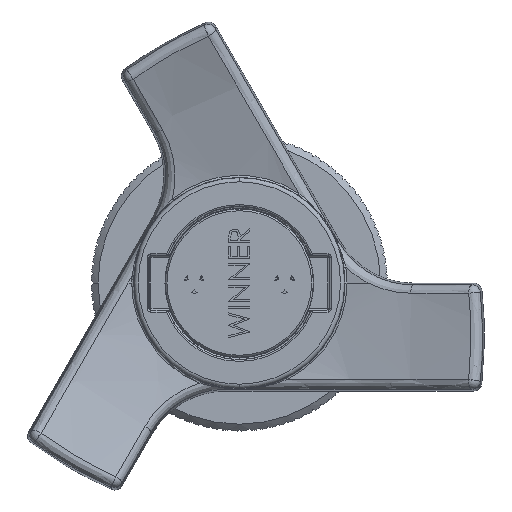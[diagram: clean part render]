
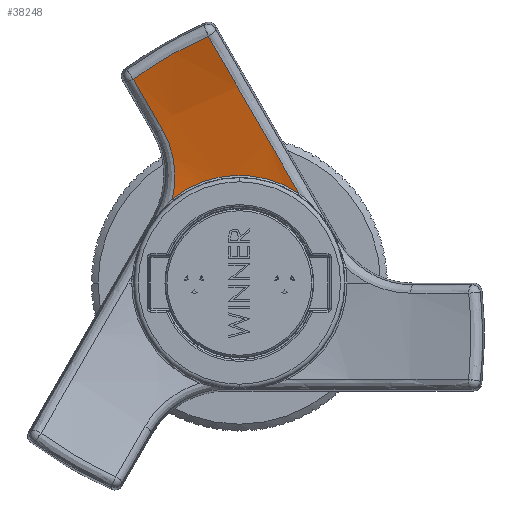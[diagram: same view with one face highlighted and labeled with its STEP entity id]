
A CAD part, left-side view. The second image highlights one B-rep face of the part: STEP entity #38248.
In plain terms, the highlighted spherical face has radius 70 mm.
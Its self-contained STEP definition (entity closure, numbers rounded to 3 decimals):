
#5070 = B_SPLINE_CURVE_WITH_KNOTS ( 'NONE', 3,
 ( #25290, #25422, #25440, #25443, #25445, #25448, #25450, #25454 ),
 .UNSPECIFIED., .F., .F.,
 ( 4, 2, 2, 4 ),
 ( 0.007, 0.013, 0.018, 0.029 ),
 .UNSPECIFIED. ) ;
#5081 = B_SPLINE_CURVE_WITH_KNOTS ( 'NONE', 3,
 ( #25768, #25771, #25804, #25806 ),
 .UNSPECIFIED., .F., .F.,
 ( 4, 4 ),
 ( 0., 0.01 ),
 .UNSPECIFIED. ) ;
#7109 = DIRECTION ( 'NONE',  ( 0., 0., -1. ) ) ;
#7115 = CARTESIAN_POINT ( 'NONE',  ( -108.966, 0., 0. ) ) ;
#7124 = DIRECTION ( 'NONE',  ( 0., -1., 0. ) ) ;
#7776 = FACE_OUTER_BOUND ( 'NONE', #20510, .T. ) ;
#7784 = SPHERICAL_SURFACE ( 'NONE', #30854, 70. ) ;
#10661 = B_SPLINE_CURVE_WITH_KNOTS ( 'NONE', 3,
 ( #51216, #51209, #51204, #51203 ),
 .UNSPECIFIED., .F., .F.,
 ( 4, 4 ),
 ( 0., 0.007 ),
 .UNSPECIFIED. ) ;
#20510 = EDGE_LOOP ( 'NONE', ( #53231, #53223, #53228, #53653, #53213 ) ) ;
#25290 = CARTESIAN_POINT ( 'NONE',  ( -40.134, -7.053, 10.597 ) ) ;
#25422 = CARTESIAN_POINT ( 'NONE',  ( -40.285, -6.131, 12.195 ) ) ;
#25440 = CARTESIAN_POINT ( 'NONE',  ( -40.511, -5.21, 13.791 ) ) ;
#25443 = CARTESIAN_POINT ( 'NONE',  ( -41.109, -3.385, 16.953 ) ) ;
#25445 = CARTESIAN_POINT ( 'NONE',  ( -41.482, -2.478, 18.524 ) ) ;
#25448 = CARTESIAN_POINT ( 'NONE',  ( -42.818, 0.22, 23.198 ) ) ;
#25450 = CARTESIAN_POINT ( 'NONE',  ( -43.992, 1.971, 26.233 ) ) ;
#25454 = CARTESIAN_POINT ( 'NONE',  ( -45.447, 3.676, 29.186 ) ) ;
#25768 = CARTESIAN_POINT ( 'NONE',  ( -45.447, 3.676, 29.186 ) ) ;
#25771 = CARTESIAN_POINT ( 'NONE',  ( -44.996, 6.783, 27.812 ) ) ;
#25778 = VERTEX_POINT ( 'NONE', #45976 ) ;
#25804 = CARTESIAN_POINT ( 'NONE',  ( -44.66, 9.754, 26.103 ) ) ;
#25806 = CARTESIAN_POINT ( 'NONE',  ( -44.445, 12.52, 24.09 ) ) ;
#25829 = CARTESIAN_POINT ( 'NONE',  ( -40.134, 0., 0. ) ) ;
#25832 = DIRECTION ( 'NONE',  ( 1., 0., 0. ) ) ;
#25835 = DIRECTION ( 'NONE',  ( 0., 0., -1. ) ) ;
#26059 = VERTEX_POINT ( 'NONE', #45668 ) ;
#26066 = VERTEX_POINT ( 'NONE', #45660 ) ;
#26070 = VERTEX_POINT ( 'NONE', #45656 ) ;
#26081 = VERTEX_POINT ( 'NONE', #45653 ) ;
#26191 = CARTESIAN_POINT ( 'NONE',  ( -41.764, 8.741, 17.548 ) ) ;
#26194 = CARTESIAN_POINT ( 'NONE',  ( -41.975, 9.091, 18.152 ) ) ;
#26206 = CARTESIAN_POINT ( 'NONE',  ( -41.563, 8.449, 16.908 ) ) ;
#26209 = CARTESIAN_POINT ( 'NONE',  ( -41.191, 7.991, 15.592 ) ) ;
#26211 = CARTESIAN_POINT ( 'NONE',  ( -41.018, 7.824, 14.913 ) ) ;
#26214 = CARTESIAN_POINT ( 'NONE',  ( -40.781, 7.67, 13.86 ) ) ;
#26216 = CARTESIAN_POINT ( 'NONE',  ( -40.706, 7.636, 13.504 ) ) ;
#26219 = CARTESIAN_POINT ( 'NONE',  ( -40.566, 7.601, 12.795 ) ) ;
#26221 = CARTESIAN_POINT ( 'NONE',  ( -40.5, 7.601, 12.441 ) ) ;
#26223 = CARTESIAN_POINT ( 'NONE',  ( -40.379, 7.634, 11.732 ) ) ;
#26225 = CARTESIAN_POINT ( 'NONE',  ( -40.323, 7.668, 11.377 ) ) ;
#26228 = CARTESIAN_POINT ( 'NONE',  ( -40.221, 7.771, 10.668 ) ) ;
#26231 = CARTESIAN_POINT ( 'NONE',  ( -40.174, 7.84, 10.311 ) ) ;
#26234 = CARTESIAN_POINT ( 'NONE',  ( -40.134, 7.927, 9.961 ) ) ;
#28066 = EDGE_CURVE ( 'NONE', #25778, #26059, #10661, .T. ) ;
#30854 = AXIS2_PLACEMENT_3D ( 'NONE', #7115, #7109, #7124 ) ;
#38248 = ADVANCED_FACE ( 'NONE', ( #7776 ), #7784, .F. ) ;
#45653 = CARTESIAN_POINT ( 'NONE',  ( -45.447, 3.676, 29.186 ) ) ;
#45656 = CARTESIAN_POINT ( 'NONE',  ( -40.134, -7.053, 10.597 ) ) ;
#45660 = CARTESIAN_POINT ( 'NONE',  ( -40.134, 7.927, 9.961 ) ) ;
#45668 = CARTESIAN_POINT ( 'NONE',  ( -41.975, 9.091, 18.152 ) ) ;
#45976 = CARTESIAN_POINT ( 'NONE',  ( -44.445, 12.52, 24.09 ) ) ;
#48578 = AXIS2_PLACEMENT_3D ( 'NONE', #25829, #25832, #25835 ) ;
#51203 = CARTESIAN_POINT ( 'NONE',  ( -41.975, 9.091, 18.152 ) ) ;
#51204 = CARTESIAN_POINT ( 'NONE',  ( -42.679, 10.254, 20.167 ) ) ;
#51209 = CARTESIAN_POINT ( 'NONE',  ( -43.504, 11.399, 22.149 ) ) ;
#51216 = CARTESIAN_POINT ( 'NONE',  ( -44.445, 12.52, 24.09 ) ) ;
#53213 = ORIENTED_EDGE ( 'NONE', *, *, #28066, .T. ) ;
#53223 = ORIENTED_EDGE ( 'NONE', *, *, #57818, .T. ) ;
#53228 = ORIENTED_EDGE ( 'NONE', *, *, #57797, .T. ) ;
#53231 = ORIENTED_EDGE ( 'NONE', *, *, #57846, .T. ) ;
#53653 = ORIENTED_EDGE ( 'NONE', *, *, #57816, .T. ) ;
#55875 = CIRCLE ( 'NONE', #48578, 12.73 ) ;
#57797 = EDGE_CURVE ( 'NONE', #26070, #26081, #5070, .T. ) ;
#57816 = EDGE_CURVE ( 'NONE', #26081, #25778, #5081, .T. ) ;
#57818 = EDGE_CURVE ( 'NONE', #26066, #26070, #55875, .T. ) ;
#57846 = EDGE_CURVE ( 'NONE', #26059, #26066, #68056, .T. ) ;
#68056 = B_SPLINE_CURVE_WITH_KNOTS ( 'NONE', 3,
 ( #26194, #26191, #26206, #26209, #26211, #26214, #26216, #26219, #26221, #26223, #26225, #26228, #26231, #26234 ),
 .UNSPECIFIED., .F., .F.,
 ( 4, 2, 2, 2, 2, 2, 4 ),
 ( 0., 0.002, 0.004, 0.005, 0.007, 0.008, 0.009 ),
 .UNSPECIFIED. ) ;
